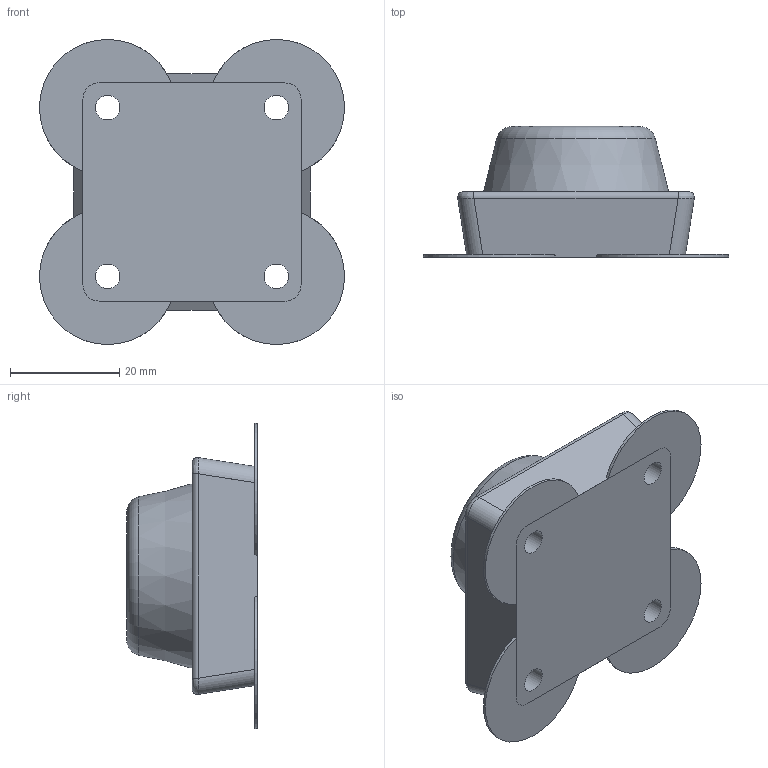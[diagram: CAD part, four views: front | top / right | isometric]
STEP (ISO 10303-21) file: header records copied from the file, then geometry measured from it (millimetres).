
FILE_DESCRIPTION(/* description */ (''),/* implementation_level */ '2;1');
FILE_NAME(/* name */ 'feet.step',/* time_stamp */ '2018-02-13T10:44:33+01:00',/* author */ (''),/* organization */ (''),/* preprocessor_version */ 'ST-DEVELOPER v16.13',/* originating_system */ 'Autodesk Translation Framework v6.5.0.72',/* authorisation */ '');
FILE_SCHEMA (('AUTOMOTIVE_DESIGN { 1 0 10303 214 3 1 1 }'));
Length unit declared in the file: millimetre
Products named in the file (4): (Unsaved); FootV2Flexible; FootV2M5; FootV2M6
Assembly tree (3 placements, depth 2):
  (Unsaved)
    FootV2Flexible
    FootV2M5
    FootV2M6
Bounding box: 55.96 x 24 x 55.96 mm (x, y, z)
Volume: 66374.8 mm3; surface area: 21723.9 mm2
Topology: 3 solids, 3 shells, 117 faces, 293 edges, 193 vertices
Faces by surface type: cylinder 54, plane 37, torus 13, bspline 12, cone 1
Full cylindrical faces by diameter (mm): 4.5 x12, 6.5 x1, 7.8 x1, 9 x12
Entity records: 4104 total; most frequent: CARTESIAN_POINT 959, DIRECTION 717, ORIENTED_EDGE 586, AXIS2_PLACEMENT_3D 311, EDGE_CURVE 293, VERTEX_POINT 193, CIRCLE 154, EDGE_LOOP 152
